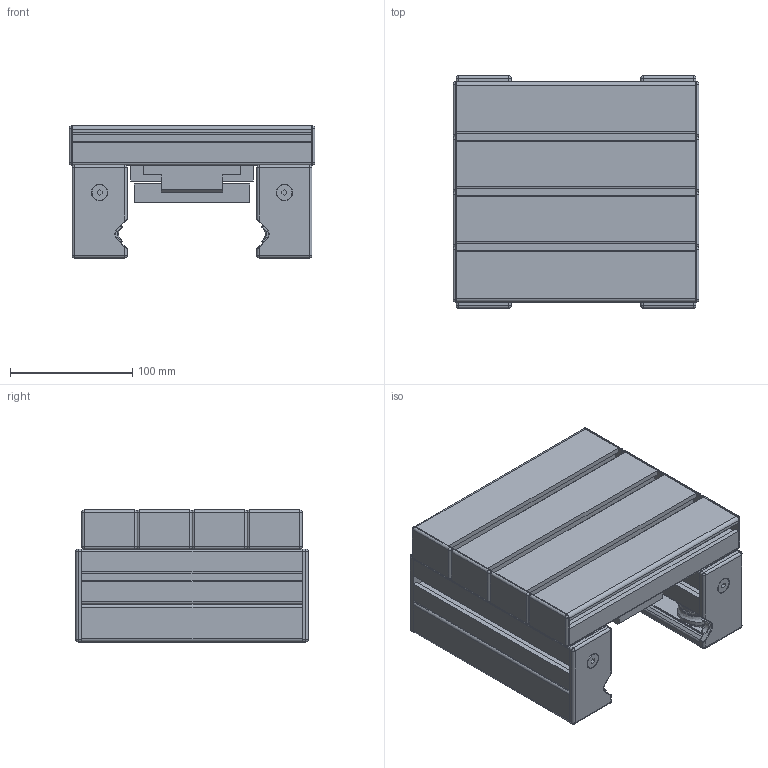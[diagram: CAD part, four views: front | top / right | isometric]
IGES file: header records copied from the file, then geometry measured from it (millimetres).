
Global section: file name: 803290.stp.ipt; native system: Autodesk Inventor 2014; preprocessor: unknown; author: zeman; date: 20151016.131608; units: millimetre
Bounding box: 201 x 190 x 107.9 mm (x, y, z)
Volume: 1220625.7 mm3; surface area: 702763.4 mm2
Topology: 58 solids, 58 shells, 2176 faces, 5462 edges, 3258 vertices
Faces by surface type: plane 1100, cylinder 516, revolution 402, cone 80, sphere 64, bspline 14
Full cylindrical faces by diameter (mm): 8 x8, 11.4 x4, 12 x4, 13 x6, 18 x8, 24 x4, 35 x8
